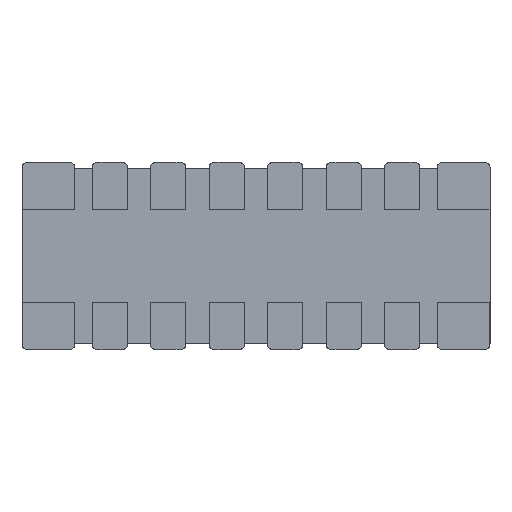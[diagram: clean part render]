
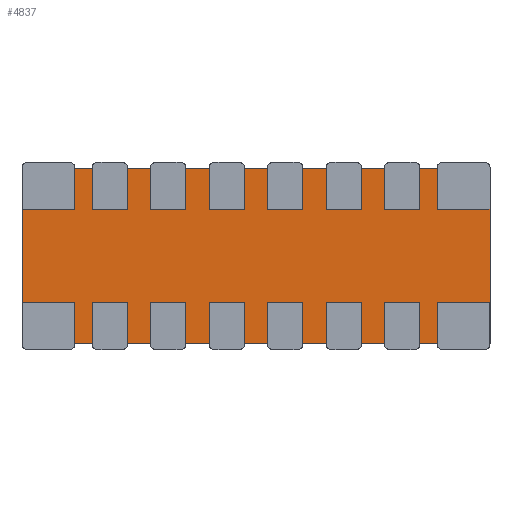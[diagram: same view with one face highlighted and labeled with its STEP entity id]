
A CAD part, front view. The second image highlights one B-rep face of the part: STEP entity #4837.
In plain terms, the highlighted planar face has unit normal (0, -1, 0).
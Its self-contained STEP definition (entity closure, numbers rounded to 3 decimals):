
#638 = CARTESIAN_POINT ( 'NONE',  ( 0., 0.05, 0.05 ) ) ;
#1013 = VECTOR ( 'NONE', #5038, 1000. ) ;
#1085 = CARTESIAN_POINT ( 'NONE',  ( 4., 0.05, 0.05 ) ) ;
#1230 = CARTESIAN_POINT ( 'NONE',  ( 0., 0.05, 0.05 ) ) ;
#1488 = ORIENTED_EDGE ( 'NONE', *, *, #2172, .T. ) ;
#1768 = DIRECTION ( 'NONE',  ( 0., 0., -1. ) ) ;
#1958 = DIRECTION ( 'NONE',  ( 0., 0., 1. ) ) ;
#2172 = EDGE_CURVE ( 'NONE', #5801, #6591, #7966, .T. ) ;
#2395 = PLANE ( 'NONE',  #5933 ) ;
#2755 = VECTOR ( 'NONE', #7572, 1000. ) ;
#3277 = CARTESIAN_POINT ( 'NONE',  ( 4., 0.05, 0.05 ) ) ;
#3680 = CARTESIAN_POINT ( 'NONE',  ( 4., 0.05, 0.05 ) ) ;
#3879 = CARTESIAN_POINT ( 'NONE',  ( 4., 0.05, 1.55 ) ) ;
#4581 = ORIENTED_EDGE ( 'NONE', *, *, #5899, .F. ) ;
#4712 = EDGE_CURVE ( 'NONE', #4940, #5822, #6438, .T. ) ;
#4756 = VECTOR ( 'NONE', #1958, 1000. ) ;
#4770 = LINE ( 'NONE', #638, #6586 ) ;
#4837 = ADVANCED_FACE ( 'NONE', ( #6753 ), #2395, .T. ) ;
#4940 = VERTEX_POINT ( 'NONE', #3277 ) ;
#5038 = DIRECTION ( 'NONE',  ( -1., 0., 0. ) ) ;
#5410 = CARTESIAN_POINT ( 'NONE',  ( 4., 0.05, 1.55 ) ) ;
#5566 = CARTESIAN_POINT ( 'NONE',  ( 0., 0.05, 1.55 ) ) ;
#5801 = VERTEX_POINT ( 'NONE', #3879 ) ;
#5822 = VERTEX_POINT ( 'NONE', #1230 ) ;
#5825 = DIRECTION ( 'NONE',  ( 0., -1., 0. ) ) ;
#5899 = EDGE_CURVE ( 'NONE', #5822, #6591, #4770, .T. ) ;
#5933 = AXIS2_PLACEMENT_3D ( 'NONE', #1085, #5825, #1768 ) ;
#6006 = CARTESIAN_POINT ( 'NONE',  ( 4., 0.05, 0.05 ) ) ;
#6376 = EDGE_CURVE ( 'NONE', #4940, #5801, #6567, .T. ) ;
#6438 = LINE ( 'NONE', #3680, #1013 ) ;
#6567 = LINE ( 'NONE', #6006, #4756 ) ;
#6586 = VECTOR ( 'NONE', #6761, 1000. ) ;
#6591 = VERTEX_POINT ( 'NONE', #5566 ) ;
#6753 = FACE_OUTER_BOUND ( 'NONE', #7117, .T. ) ;
#6761 = DIRECTION ( 'NONE',  ( 0., 0., 1. ) ) ;
#7117 = EDGE_LOOP ( 'NONE', ( #4581, #7832, #8414, #1488 ) ) ;
#7572 = DIRECTION ( 'NONE',  ( -1., 0., 0. ) ) ;
#7832 = ORIENTED_EDGE ( 'NONE', *, *, #4712, .F. ) ;
#7966 = LINE ( 'NONE', #5410, #2755 ) ;
#8414 = ORIENTED_EDGE ( 'NONE', *, *, #6376, .T. ) ;
